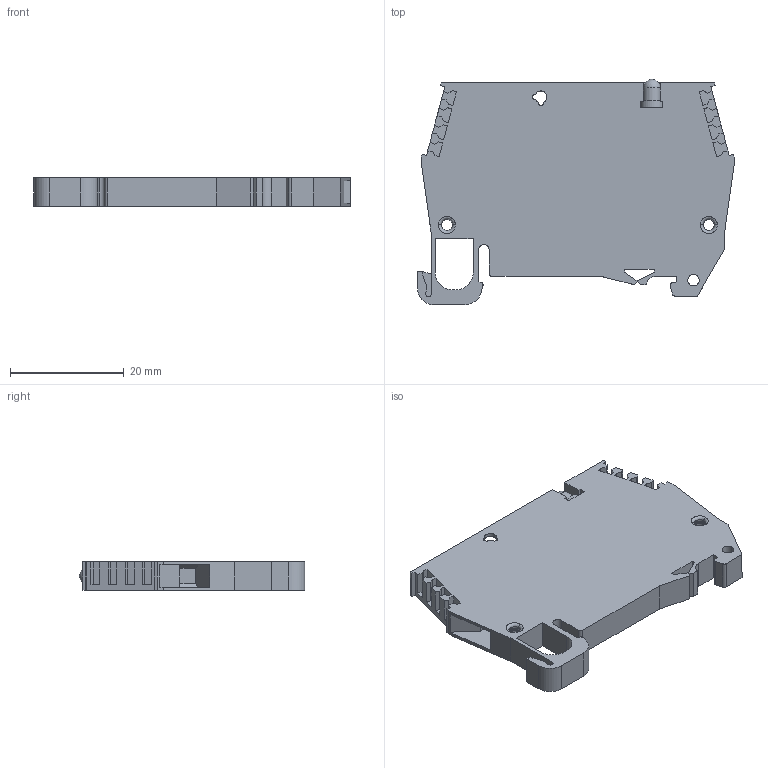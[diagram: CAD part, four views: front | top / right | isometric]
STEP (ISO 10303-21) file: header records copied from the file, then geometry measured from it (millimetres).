
FILE_DESCRIPTION (( 'STEP AP214' ), '1' );
FILE_NAME ('4358001_DN-FE2L24.STEP', '2014-05-26T14:12:35', ( '' ), ( '' ), 'SwSTEP 2.0', 'SolidWorks 2013', '' );
FILE_SCHEMA (( 'AUTOMOTIVE_DESIGN' ));
Length unit declared in the file: millimetre
Products named in the file (3): 20621_1; 4258000_DN-QFE2_1; 4358001_DN-FE2L24
Assembly tree (2 placements, depth 2):
  4358001_DN-FE2L24
    4258000_DN-QFE2_1
    20621_1
Bounding box: 55.65 x 39.6 x 5 mm (x, y, z)
Volume: 7520 mm3; surface area: 6016 mm2
Topology: 2 solids, 3 shells, 338 faces, 919 edges, 592 vertices
Faces by surface type: plane 199, cylinder 86, torus 48, cone 4, sphere 1
Entity records: 14927 total; most frequent: CARTESIAN_POINT 2459, ORIENTED_EDGE 1834, DIRECTION 1799, EDGE_CURVE 917, VECTOR 645, LINE 645, VERTEX_POINT 591, AXIS2_PLACEMENT_3D 577
